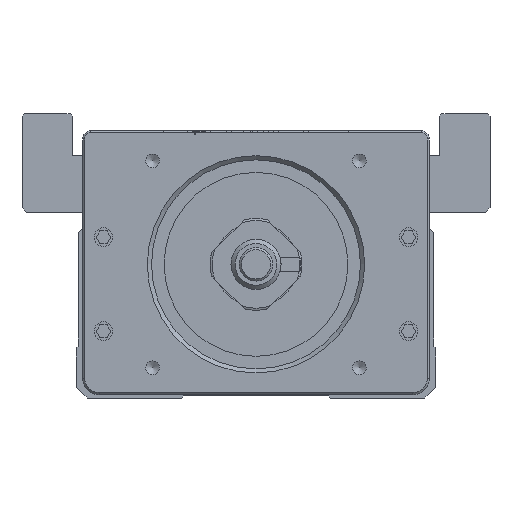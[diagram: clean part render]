
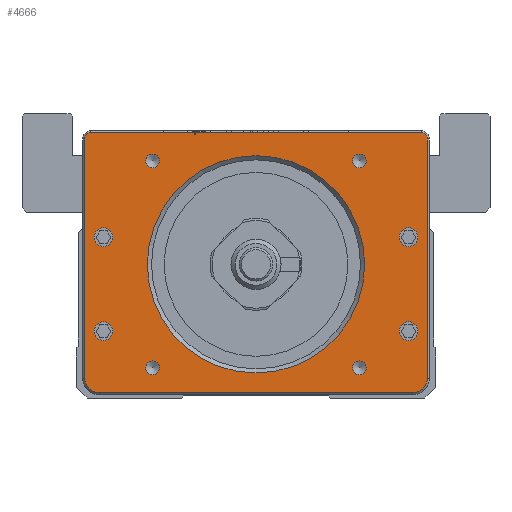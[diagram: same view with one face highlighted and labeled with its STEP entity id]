
A CAD part, front view. The second image highlights one B-rep face of the part: STEP entity #4666.
In plain terms, the highlighted planar face has unit normal (0, -1, 0).
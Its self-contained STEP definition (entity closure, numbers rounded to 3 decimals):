
#1900=FACE_BOUND('',#9668,.T.);
#1901=FACE_BOUND('',#9669,.T.);
#1902=FACE_BOUND('',#9670,.T.);
#1903=FACE_BOUND('',#9671,.T.);
#1904=FACE_BOUND('',#9672,.T.);
#1905=FACE_BOUND('',#9673,.T.);
#1906=FACE_BOUND('',#9674,.T.);
#1907=FACE_BOUND('',#9675,.T.);
#1908=FACE_BOUND('',#9676,.T.);
#1909=FACE_BOUND('',#9677,.T.);
#3104=CIRCLE('',#36266,26.);
#3105=CIRCLE('',#36267,1.65);
#3106=CIRCLE('',#36268,1.65);
#3107=CIRCLE('',#36269,1.65);
#3108=CIRCLE('',#36270,1.65);
#3109=CIRCLE('',#36271,1.5);
#3110=CIRCLE('',#36272,1.5);
#3111=CIRCLE('',#36273,3.5);
#3112=CIRCLE('',#36274,3.5);
#3113=CIRCLE('',#36275,2.25);
#3114=CIRCLE('',#36276,2.25);
#3115=CIRCLE('',#36277,2.25);
#3116=CIRCLE('',#36278,2.25);
#4666=ADVANCED_FACE('',(#1900,#1901,#1902,#1903,#1904,#1905,#1906,#1907,
#1908,#1909),#6182,.F.);
#6182=PLANE('',#36279);
#9668=EDGE_LOOP('',(#16874));
#9669=EDGE_LOOP('',(#16875));
#9670=EDGE_LOOP('',(#16876));
#9671=EDGE_LOOP('',(#16877));
#9672=EDGE_LOOP('',(#16878));
#9673=EDGE_LOOP('',(#16879,#16880,#16881,#16882,#16883,#16884,#16885,#16886));
#9674=EDGE_LOOP('',(#16887));
#9675=EDGE_LOOP('',(#16888));
#9676=EDGE_LOOP('',(#16889));
#9677=EDGE_LOOP('',(#16890));
#16874=ORIENTED_EDGE('',*,*,#26387,.T.);
#16875=ORIENTED_EDGE('',*,*,#26388,.T.);
#16876=ORIENTED_EDGE('',*,*,#26389,.T.);
#16877=ORIENTED_EDGE('',*,*,#26390,.T.);
#16878=ORIENTED_EDGE('',*,*,#26391,.T.);
#16879=ORIENTED_EDGE('',*,*,#26392,.T.);
#16880=ORIENTED_EDGE('',*,*,#26393,.T.);
#16881=ORIENTED_EDGE('',*,*,#26394,.T.);
#16882=ORIENTED_EDGE('',*,*,#26395,.T.);
#16883=ORIENTED_EDGE('',*,*,#26396,.T.);
#16884=ORIENTED_EDGE('',*,*,#26397,.T.);
#16885=ORIENTED_EDGE('',*,*,#26398,.T.);
#16886=ORIENTED_EDGE('',*,*,#26399,.T.);
#16887=ORIENTED_EDGE('',*,*,#26400,.T.);
#16888=ORIENTED_EDGE('',*,*,#26401,.T.);
#16889=ORIENTED_EDGE('',*,*,#26402,.T.);
#16890=ORIENTED_EDGE('',*,*,#26403,.T.);
#22213=VERTEX_POINT('',#55240);
#22214=VERTEX_POINT('',#55242);
#22215=VERTEX_POINT('',#55244);
#22216=VERTEX_POINT('',#55246);
#22217=VERTEX_POINT('',#55248);
#22218=VERTEX_POINT('',#55250);
#22219=VERTEX_POINT('',#55251);
#22220=VERTEX_POINT('',#55253);
#22221=VERTEX_POINT('',#55255);
#22222=VERTEX_POINT('',#55257);
#22223=VERTEX_POINT('',#55259);
#22224=VERTEX_POINT('',#55261);
#22225=VERTEX_POINT('',#55263);
#22226=VERTEX_POINT('',#55266);
#22227=VERTEX_POINT('',#55268);
#22228=VERTEX_POINT('',#55270);
#22229=VERTEX_POINT('',#55272);
#26387=EDGE_CURVE('',#22213,#22213,#3104,.T.);
#26388=EDGE_CURVE('',#22214,#22214,#3105,.T.);
#26389=EDGE_CURVE('',#22215,#22215,#3106,.T.);
#26390=EDGE_CURVE('',#22216,#22216,#3107,.T.);
#26391=EDGE_CURVE('',#22217,#22217,#3108,.T.);
#26392=EDGE_CURVE('',#22218,#22219,#30074,.T.);
#26393=EDGE_CURVE('',#22219,#22220,#3109,.T.);
#26394=EDGE_CURVE('',#22220,#22221,#30075,.T.);
#26395=EDGE_CURVE('',#22221,#22222,#3110,.T.);
#26396=EDGE_CURVE('',#22222,#22223,#30076,.T.);
#26397=EDGE_CURVE('',#22223,#22224,#3111,.T.);
#26398=EDGE_CURVE('',#22224,#22225,#30077,.T.);
#26399=EDGE_CURVE('',#22225,#22218,#3112,.T.);
#26400=EDGE_CURVE('',#22226,#22226,#3113,.T.);
#26401=EDGE_CURVE('',#22227,#22227,#3114,.T.);
#26402=EDGE_CURVE('',#22228,#22228,#3115,.T.);
#26403=EDGE_CURVE('',#22229,#22229,#3116,.T.);
#30074=LINE('',#55249,#33361);
#30075=LINE('',#55254,#33362);
#30076=LINE('',#55258,#33363);
#30077=LINE('',#55262,#33364);
#33361=VECTOR('',#43632,1.);
#33362=VECTOR('',#43635,1.);
#33363=VECTOR('',#43638,1.);
#33364=VECTOR('',#43641,1.);
#36266=AXIS2_PLACEMENT_3D('',#55239,#43622,#43623);
#36267=AXIS2_PLACEMENT_3D('',#55241,#43624,#43625);
#36268=AXIS2_PLACEMENT_3D('',#55243,#43626,#43627);
#36269=AXIS2_PLACEMENT_3D('',#55245,#43628,#43629);
#36270=AXIS2_PLACEMENT_3D('',#55247,#43630,#43631);
#36271=AXIS2_PLACEMENT_3D('',#55252,#43633,#43634);
#36272=AXIS2_PLACEMENT_3D('',#55256,#43636,#43637);
#36273=AXIS2_PLACEMENT_3D('',#55260,#43639,#43640);
#36274=AXIS2_PLACEMENT_3D('',#55264,#43642,#43643);
#36275=AXIS2_PLACEMENT_3D('',#55265,#43644,#43645);
#36276=AXIS2_PLACEMENT_3D('',#55267,#43646,#43647);
#36277=AXIS2_PLACEMENT_3D('',#55269,#43648,#43649);
#36278=AXIS2_PLACEMENT_3D('',#55271,#43650,#43651);
#36279=AXIS2_PLACEMENT_3D('',#55273,#43652,#43653);
#43622=DIRECTION('',(0.,1.,0.));
#43623=DIRECTION('',(0.,0.,1.));
#43624=DIRECTION('',(0.,1.,0.));
#43625=DIRECTION('',(0.,0.,1.));
#43626=DIRECTION('',(0.,1.,0.));
#43627=DIRECTION('',(0.,0.,1.));
#43628=DIRECTION('',(0.,1.,0.));
#43629=DIRECTION('',(0.,0.,1.));
#43630=DIRECTION('',(0.,1.,0.));
#43631=DIRECTION('',(0.,0.,1.));
#43632=DIRECTION('',(0.,0.,1.));
#43633=DIRECTION('',(0.,-1.,0.));
#43634=DIRECTION('',(0.,0.,1.));
#43635=DIRECTION('',(-1.,0.,0.));
#43636=DIRECTION('',(0.,-1.,0.));
#43637=DIRECTION('',(0.,0.,1.));
#43638=DIRECTION('',(0.,0.,-1.));
#43639=DIRECTION('',(0.,-1.,0.));
#43640=DIRECTION('',(0.,0.,1.));
#43641=DIRECTION('',(1.,0.,0.));
#43642=DIRECTION('',(0.,-1.,0.));
#43643=DIRECTION('',(0.,0.,1.));
#43644=DIRECTION('',(0.,1.,0.));
#43645=DIRECTION('',(0.,0.,1.));
#43646=DIRECTION('',(0.,1.,0.));
#43647=DIRECTION('',(0.,0.,1.));
#43648=DIRECTION('',(0.,1.,0.));
#43649=DIRECTION('',(0.,0.,1.));
#43650=DIRECTION('',(0.,1.,0.));
#43651=DIRECTION('',(0.,0.,1.));
#43652=DIRECTION('',(0.,1.,0.));
#43653=DIRECTION('',(0.,0.,-1.));
#55239=CARTESIAN_POINT('',(0.,-236.633,32.));
#55240=CARTESIAN_POINT('',(0.,-236.633,58.));
#55241=CARTESIAN_POINT('',(-24.749,-236.633,56.749));
#55242=CARTESIAN_POINT('',(-24.749,-236.633,58.399));
#55243=CARTESIAN_POINT('',(-24.749,-236.633,7.251));
#55244=CARTESIAN_POINT('',(-24.749,-236.633,8.901));
#55245=CARTESIAN_POINT('',(24.749,-236.633,7.251));
#55246=CARTESIAN_POINT('',(24.749,-236.633,8.901));
#55247=CARTESIAN_POINT('',(24.749,-236.633,56.749));
#55248=CARTESIAN_POINT('',(24.749,-236.633,58.399));
#55249=CARTESIAN_POINT('',(41.,-236.633,60.));
#55250=CARTESIAN_POINT('',(41.,-236.633,4.8));
#55251=CARTESIAN_POINT('',(41.,-236.633,62.));
#55252=CARTESIAN_POINT('',(39.5,-236.633,62.));
#55253=CARTESIAN_POINT('',(39.5,-236.633,63.5));
#55254=CARTESIAN_POINT('',(39.,-236.633,63.5));
#55255=CARTESIAN_POINT('',(-39.5,-236.633,63.5));
#55256=CARTESIAN_POINT('',(-39.5,-236.633,62.));
#55257=CARTESIAN_POINT('',(-41.,-236.633,62.));
#55258=CARTESIAN_POINT('',(-41.,-236.633,60.));
#55259=CARTESIAN_POINT('',(-41.,-236.633,4.8));
#55260=CARTESIAN_POINT('',(-37.5,-236.633,4.8));
#55261=CARTESIAN_POINT('',(-37.5,-236.633,1.3));
#55262=CARTESIAN_POINT('',(39.,-236.633,1.3));
#55263=CARTESIAN_POINT('',(37.5,-236.633,1.3));
#55264=CARTESIAN_POINT('',(37.5,-236.633,4.8));
#55265=CARTESIAN_POINT('',(-36.5,-236.633,38.5));
#55266=CARTESIAN_POINT('',(-36.5,-236.633,40.75));
#55267=CARTESIAN_POINT('',(-36.5,-236.633,16.));
#55268=CARTESIAN_POINT('',(-36.5,-236.633,18.25));
#55269=CARTESIAN_POINT('',(36.5,-236.633,38.5));
#55270=CARTESIAN_POINT('',(36.5,-236.633,40.75));
#55271=CARTESIAN_POINT('',(36.5,-236.633,16.));
#55272=CARTESIAN_POINT('',(36.5,-236.633,18.25));
#55273=CARTESIAN_POINT('',(39.,-236.633,60.));
